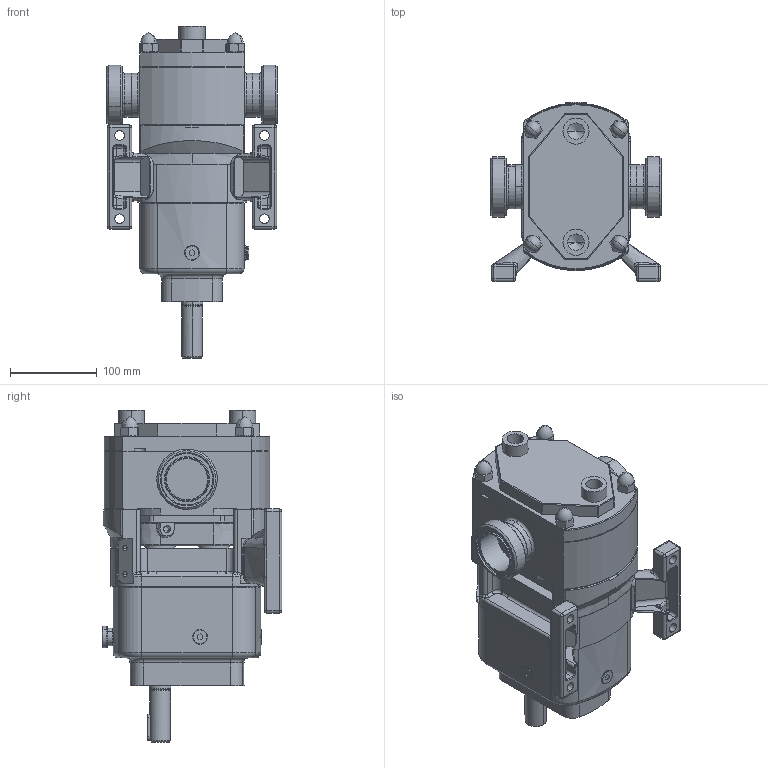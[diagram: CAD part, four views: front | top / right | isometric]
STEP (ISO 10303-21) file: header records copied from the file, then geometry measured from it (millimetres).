
FILE_DESCRIPTION (( 'STEP AP214' ), '1' );
FILE_NAME ('GA3706.STEP', '2024-11-07T16:12:45', ( '' ), ( '' ), 'SwSTEP 2.0', 'SolidWorks 2023', '' );
FILE_SCHEMA (( 'AUTOMOTIVE_DESIGN' ));
Length unit declared in the file: millimetre
Products named in the file (4): Copy of CP-MP20 Half Inch BSP Jacket^GA3706; Copy of CP20-0031-07 H T^GA3706; GA3706; Copy of Z94-5101-33 - 2 INCH SMS681^GA3706
Assembly tree (4 placements, depth 2):
  GA3706
    Copy of CP20-0031-07 H T^GA3706
    Copy of Z94-5101-33 - 2 INCH SMS681^GA3706  x2
    Copy of CP-MP20 Half Inch BSP Jacket^GA3706
Bounding box: 196 x 206.69 x 382.59 mm (x, y, z)
Volume: 5481895.6 mm3; surface area: 360980.3 mm2
Topology: 4 solids, 4 shells, 901 faces, 2198 edges, 1295 vertices
Faces by surface type: cylinder 321, plane 271, cone 97, torus 90, bspline 84, sphere 38
Entity records: 32892 total; most frequent: CARTESIAN_POINT 12991, ORIENTED_EDGE 4184, DIRECTION 4179, EDGE_CURVE 2092, AXIS2_PLACEMENT_3D 1685, VERTEX_POINT 1259, EDGE_LOOP 925, CIRCLE 892
